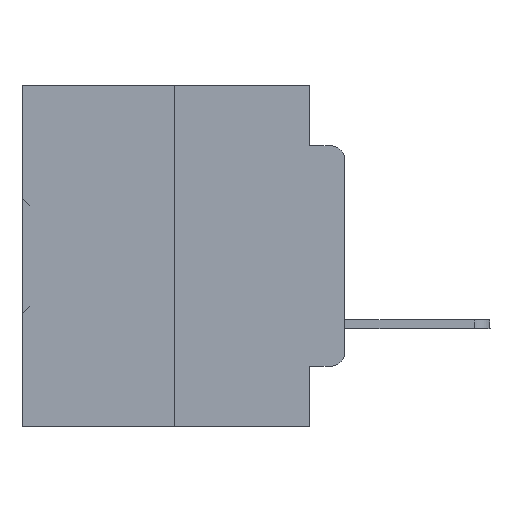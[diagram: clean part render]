
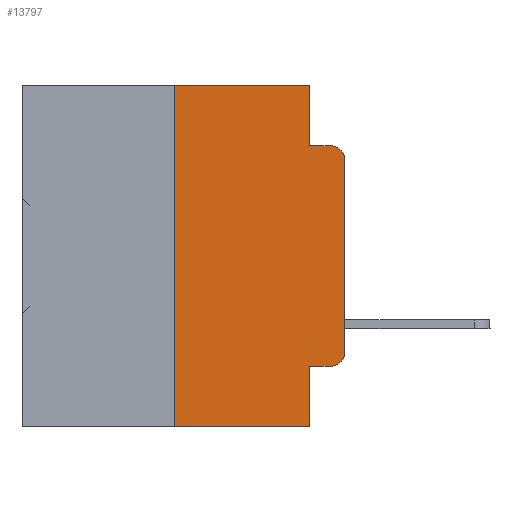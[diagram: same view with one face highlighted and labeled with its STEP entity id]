
A CAD part, left-side view. The second image highlights one B-rep face of the part: STEP entity #13797.
In plain terms, the highlighted planar face has unit normal (-1, 0, 0).
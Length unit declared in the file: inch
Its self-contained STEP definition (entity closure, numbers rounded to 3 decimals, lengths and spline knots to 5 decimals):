
#145 = DIRECTION ( 'NONE',  ( 0., -1., 0. ) ) ;
#225 = LINE ( 'NONE', #3067, #4346 ) ;
#416 = LINE ( 'NONE', #11433, #874 ) ;
#565 = LINE ( 'NONE', #27405, #36350 ) ;
#874 = VECTOR ( 'NONE', #14345, 39.37008 ) ;
#955 = FACE_OUTER_BOUND ( 'NONE', #18186, .T. ) ;
#1666 = LINE ( 'NONE', #17074, #12984 ) ;
#2292 = EDGE_CURVE ( 'NONE', #7135, #27286, #32138, .T. ) ;
#2526 = VERTEX_POINT ( 'NONE', #9817 ) ;
#2814 = CARTESIAN_POINT ( 'NONE',  ( 0., 0.051, 0. ) ) ;
#2816 = CARTESIAN_POINT ( 'NONE',  ( 0., 0., -0.3915 ) ) ;
#3024 = DIRECTION ( 'NONE',  ( 0., 0., -1. ) ) ;
#3067 = CARTESIAN_POINT ( 'NONE',  ( 0., 0.051, -0.4115 ) ) ;
#3305 = AXIS2_PLACEMENT_3D ( 'NONE', #24833, #7489, #3024 ) ;
#4085 = DIRECTION ( 'NONE',  ( 0., 0., 1. ) ) ;
#4165 = EDGE_CURVE ( 'NONE', #27834, #26561, #225, .T. ) ;
#4346 = VECTOR ( 'NONE', #145, 39.37008 ) ;
#4957 = VECTOR ( 'NONE', #34879, 39.37008 ) ;
#4980 = EDGE_CURVE ( 'NONE', #27834, #27286, #11568, .T. ) ;
#5513 = VERTEX_POINT ( 'NONE', #25204 ) ;
#5852 = CARTESIAN_POINT ( 'NONE',  ( 0., 0., -0.1085 ) ) ;
#5888 = ORIENTED_EDGE ( 'NONE', *, *, #4165, .T. ) ;
#7135 = VERTEX_POINT ( 'NONE', #22242 ) ;
#7489 = DIRECTION ( 'NONE',  ( 1., 0., 0. ) ) ;
#7491 = VECTOR ( 'NONE', #18823, 39.37008 ) ;
#7622 = VERTEX_POINT ( 'NONE', #5852 ) ;
#8063 = AXIS2_PLACEMENT_3D ( 'NONE', #34446, #19904, #31187 ) ;
#8198 = DIRECTION ( 'NONE',  ( 0., -1., 0. ) ) ;
#9817 = CARTESIAN_POINT ( 'NONE',  ( 0., 0.051, -0.0885 ) ) ;
#10473 = ORIENTED_EDGE ( 'NONE', *, *, #19400, .T. ) ;
#10591 = ORIENTED_EDGE ( 'NONE', *, *, #25041, .F. ) ;
#10680 = LINE ( 'NONE', #24627, #7491 ) ;
#10703 = CIRCLE ( 'NONE', #30699, 0.02 ) ;
#11433 = CARTESIAN_POINT ( 'NONE',  ( 0., 0., 0. ) ) ;
#11568 = LINE ( 'NONE', #2814, #26926 ) ;
#11665 = EDGE_CURVE ( 'NONE', #26561, #17495, #10703, .T. ) ;
#11734 = DIRECTION ( 'NONE',  ( 0., -1., 0. ) ) ;
#12226 = CARTESIAN_POINT ( 'NONE',  ( 0., 0.051, 0. ) ) ;
#12984 = VECTOR ( 'NONE', #8198, 39.37008 ) ;
#13513 = CARTESIAN_POINT ( 'NONE',  ( 0., 0.051, -0.4115 ) ) ;
#13797 = ADVANCED_FACE ( 'NONE', ( #955 ), #36304, .F. ) ;
#14058 = ORIENTED_EDGE ( 'NONE', *, *, #11665, .T. ) ;
#14345 = DIRECTION ( 'NONE',  ( 0., 0., 1. ) ) ;
#14492 = VECTOR ( 'NONE', #11734, 39.37008 ) ;
#15473 = VERTEX_POINT ( 'NONE', #21417 ) ;
#16695 = ORIENTED_EDGE ( 'NONE', *, *, #28987, .F. ) ;
#17074 = CARTESIAN_POINT ( 'NONE',  ( 0., 0.051, -0.0885 ) ) ;
#17495 = VERTEX_POINT ( 'NONE', #2816 ) ;
#18186 = EDGE_LOOP ( 'NONE', ( #10473, #29881, #16695, #30703, #25715, #10591, #26687, #26431, #5888, #14058 ) ) ;
#18823 = DIRECTION ( 'NONE',  ( 0., -1., 0. ) ) ;
#19400 = EDGE_CURVE ( 'NONE', #17495, #7622, #416, .T. ) ;
#19904 = DIRECTION ( 'NONE',  ( -1., 0., 0. ) ) ;
#21417 = CARTESIAN_POINT ( 'NONE',  ( 0., 0.02, -0.0885 ) ) ;
#22201 = EDGE_CURVE ( 'NONE', #32478, #5513, #10680, .T. ) ;
#22242 = CARTESIAN_POINT ( 'NONE',  ( 0., 0.25, -0.5 ) ) ;
#22296 = CARTESIAN_POINT ( 'NONE',  ( 0., 0.02, -0.3915 ) ) ;
#23042 = DIRECTION ( 'NONE',  ( 0., 0., -1. ) ) ;
#24085 = CARTESIAN_POINT ( 'NONE',  ( 0., 0.02, -0.4115 ) ) ;
#24392 = LINE ( 'NONE', #12226, #4957 ) ;
#24627 = CARTESIAN_POINT ( 'NONE',  ( 0., 0.473, 0. ) ) ;
#24833 = CARTESIAN_POINT ( 'NONE',  ( 0., 0.473, 0. ) ) ;
#24965 = DIRECTION ( 'NONE',  ( -1., 0., 0. ) ) ;
#25041 = EDGE_CURVE ( 'NONE', #7135, #32478, #565, .T. ) ;
#25204 = CARTESIAN_POINT ( 'NONE',  ( 0., 0.051, 0. ) ) ;
#25217 = DIRECTION ( 'NONE',  ( 0., 0., -1. ) ) ;
#25715 = ORIENTED_EDGE ( 'NONE', *, *, #22201, .F. ) ;
#26431 = ORIENTED_EDGE ( 'NONE', *, *, #4980, .F. ) ;
#26561 = VERTEX_POINT ( 'NONE', #24085 ) ;
#26687 = ORIENTED_EDGE ( 'NONE', *, *, #2292, .T. ) ;
#26926 = VECTOR ( 'NONE', #23042, 39.37008 ) ;
#27286 = VERTEX_POINT ( 'NONE', #37290 ) ;
#27364 = EDGE_CURVE ( 'NONE', #5513, #2526, #24392, .T. ) ;
#27405 = CARTESIAN_POINT ( 'NONE',  ( 0., 0.25, 0. ) ) ;
#27834 = VERTEX_POINT ( 'NONE', #13513 ) ;
#28526 = EDGE_CURVE ( 'NONE', #7622, #15473, #33380, .T. ) ;
#28987 = EDGE_CURVE ( 'NONE', #2526, #15473, #1666, .T. ) ;
#29881 = ORIENTED_EDGE ( 'NONE', *, *, #28526, .T. ) ;
#30699 = AXIS2_PLACEMENT_3D ( 'NONE', #22296, #24965, #25217 ) ;
#30703 = ORIENTED_EDGE ( 'NONE', *, *, #27364, .F. ) ;
#31187 = DIRECTION ( 'NONE',  ( 0., 0., -1. ) ) ;
#31877 = CARTESIAN_POINT ( 'NONE',  ( 0., 0.473, -0.5 ) ) ;
#32138 = LINE ( 'NONE', #31877, #14492 ) ;
#32478 = VERTEX_POINT ( 'NONE', #34631 ) ;
#33380 = CIRCLE ( 'NONE', #8063, 0.02 ) ;
#34446 = CARTESIAN_POINT ( 'NONE',  ( 0., 0.02, -0.1085 ) ) ;
#34631 = CARTESIAN_POINT ( 'NONE',  ( 0., 0.25, 0. ) ) ;
#34879 = DIRECTION ( 'NONE',  ( 0., 0., -1. ) ) ;
#36304 = PLANE ( 'NONE',  #3305 ) ;
#36350 = VECTOR ( 'NONE', #4085, 39.37008 ) ;
#37290 = CARTESIAN_POINT ( 'NONE',  ( 0., 0.051, -0.5 ) ) ;
